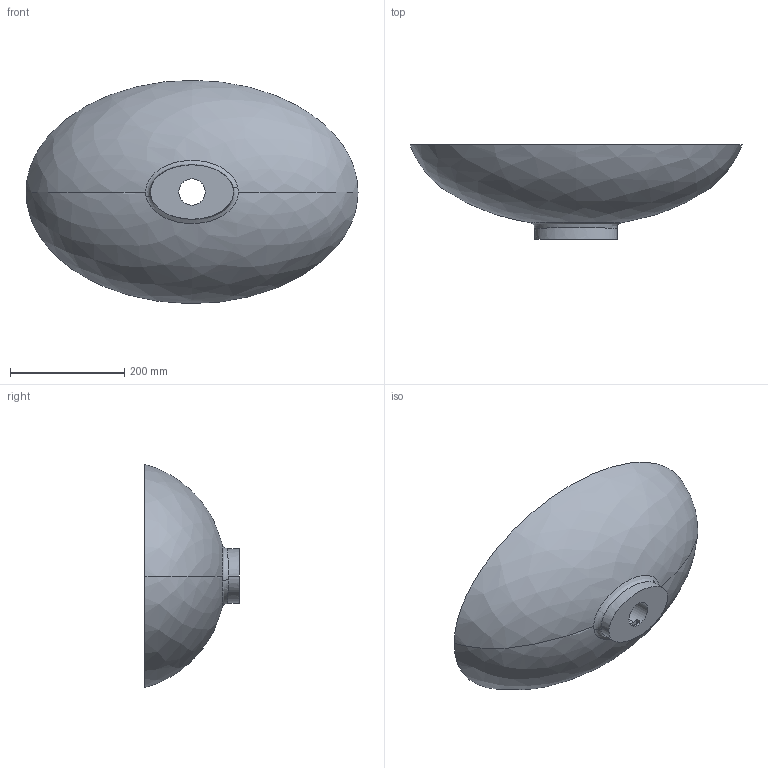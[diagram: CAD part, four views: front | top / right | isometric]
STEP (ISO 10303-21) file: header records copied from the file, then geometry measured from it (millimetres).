
FILE_DESCRIPTION (( 'STEP AP214' ), '1' );
FILE_NAME ('D883_Überlauf.STEP', '2018-04-12T14:24:22', ( '' ), ( '' ), 'SwSTEP 2.0', 'SolidWorks 2017', '' );
FILE_SCHEMA (( 'AUTOMOTIVE_DESIGN' ));
Length unit declared in the file: millimetre
Products named in the file (1): D883_Überlauf
Bounding box: 580 x 165 x 389.96 mm (x, y, z)
Volume: 4778978.7 mm3; surface area: 516435.4 mm2
Topology: 1 solids, 1 shells, 56 faces, 144 edges, 87 vertices
Faces by surface type: bspline 26, cylinder 20, plane 10
Entity records: 6120 total; most frequent: CARTESIAN_POINT 4995, ORIENTED_EDGE 284, DIRECTION 157, EDGE_CURVE 142, VERTEX_POINT 87, AXIS2_PLACEMENT_3D 60, EDGE_LOOP 59, FACE_OUTER_BOUND 56
